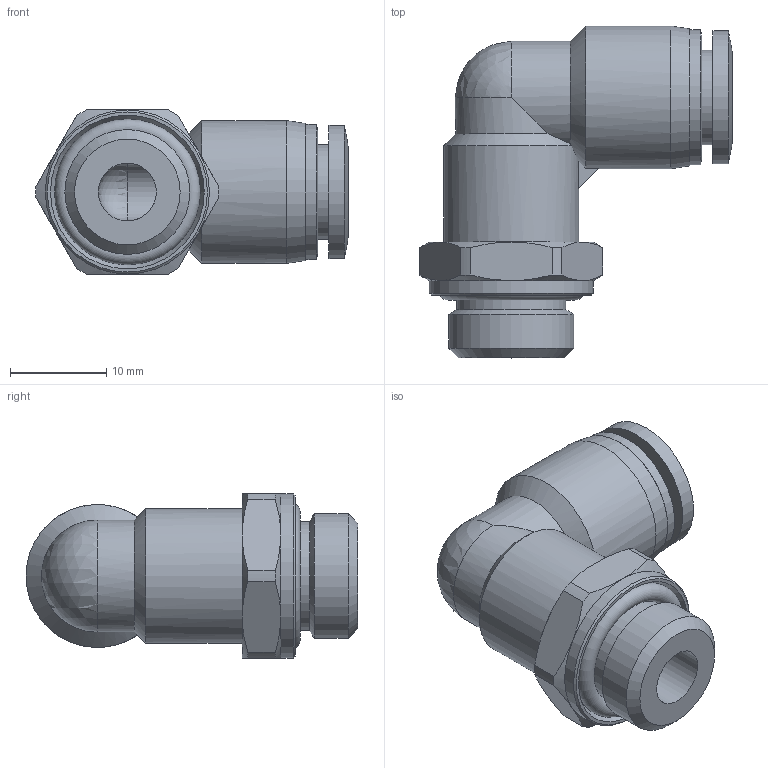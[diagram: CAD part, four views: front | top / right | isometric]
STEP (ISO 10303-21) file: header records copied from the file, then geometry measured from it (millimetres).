
FILE_DESCRIPTION((''),'2;1');
FILE_NAME('CDC Products 3D Ass''PL08-G02.stp','2010-05-06T09:57:36',('Microsoft'),(''),'Autodesk Inventor 2008','Autodesk Inventor 2008','');
FILE_SCHEMA(('AUTOMOTIVE_DESIGN { 1 0 10303 214 1 1 1 1 }'));
Length unit declared in the file: millimetre
Products named in the file (1): PL08-G02
Bounding box: 32.4 x 34.4 x 17 mm (x, y, z)
Volume: 5540.5 mm3; surface area: 4126.6 mm2
Topology: 2 solids, 2 shells, 65 faces, 149 edges, 88 vertices
Faces by surface type: cone 21, cylinder 20, plane 19, sphere 2, torus 2, bspline 1
Full cylindrical faces by diameter (mm): 6 x2, 8.3 x1, 9.8 x1, 11.3 x2, 12.95 x1, 13.8 x1, 14 x2, 14.8 x1, 17 x1
Entity records: 1717 total; most frequent: CARTESIAN_POINT 416, DIRECTION 280, ORIENTED_EDGE 232, AXIS2_PLACEMENT_3D 131, EDGE_CURVE 116, EDGE_LOOP 97, VERTEX_POINT 81, FACE_OUTER_BOUND 65
